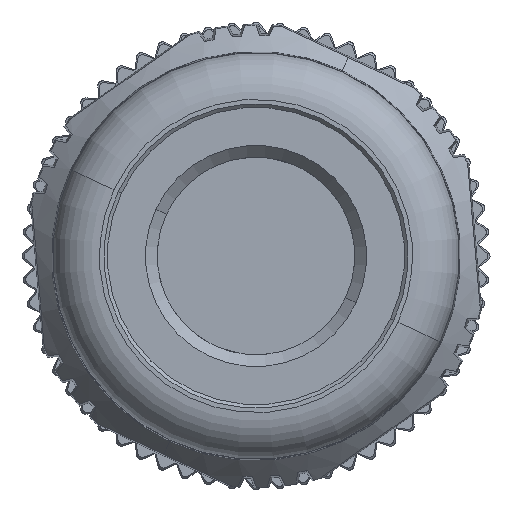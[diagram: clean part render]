
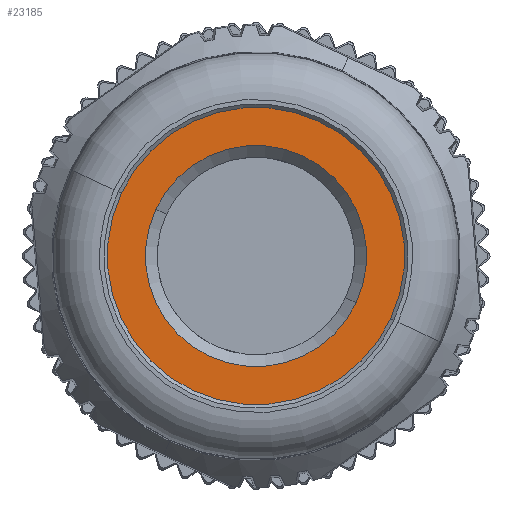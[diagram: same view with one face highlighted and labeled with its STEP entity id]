
A CAD part, front view. The second image highlights one B-rep face of the part: STEP entity #23185.
In plain terms, the highlighted planar face has unit normal (0, -1, 0).
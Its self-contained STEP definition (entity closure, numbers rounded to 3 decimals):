
#266=CARTESIAN_POINT('',(0.,-50.144,
0.));
#267=DIRECTION('',(0.,1.,0.));
#268=DIRECTION('',(0.906,0.,-0.423));
#269=AXIS2_PLACEMENT_3D('',#266,#267,#268);
#271=CARTESIAN_POINT('',(0.,-50.144,
0.));
#272=DIRECTION('',(0.,1.,0.));
#273=DIRECTION('',(-0.906,0.,0.423));
#274=AXIS2_PLACEMENT_3D('',#271,#272,#273);
#276=CARTESIAN_POINT('',(0.,-50.144,0.));
#277=DIRECTION('',(0.,-1.,0.));
#278=DIRECTION('',(-0.906,0.,0.423));
#279=AXIS2_PLACEMENT_3D('',#276,#277,#278);
#281=CARTESIAN_POINT('',(0.,-50.144,0.));
#282=DIRECTION('',(0.,-1.,0.));
#283=DIRECTION('',(0.906,0.,-0.423));
#284=AXIS2_PLACEMENT_3D('',#281,#282,#283);
#19764=CARTESIAN_POINT('',(4.282,-50.144,
-1.997));
#19765=VERTEX_POINT('',#19764);
#19766=CARTESIAN_POINT('',(-4.282,-50.144,
1.997));
#19767=VERTEX_POINT('',#19766);
#19768=CARTESIAN_POINT('',(5.755,-50.144,
-2.684));
#19769=CARTESIAN_POINT('',(-5.755,-50.144,
2.684));
#19770=VERTEX_POINT('',#19768);
#19771=VERTEX_POINT('',#19769);
#23170=CARTESIAN_POINT('',(0.,-50.144,0.));
#23171=DIRECTION('',(0.,-1.,0.));
#23172=DIRECTION('',(0.906,0.,-0.423));
#23173=AXIS2_PLACEMENT_3D('',#23170,#23171,#23172);
#23174=PLANE('',#23173);
#23176=ORIENTED_EDGE('',*,*,#23175,.T.);
#23178=ORIENTED_EDGE('',*,*,#23177,.T.);
#23179=EDGE_LOOP('',(#23176,#23178));
#23180=FACE_OUTER_BOUND('',#23179,.F.);
#23181=ORIENTED_EDGE('',*,*,#23137,.T.);
#23182=ORIENTED_EDGE('',*,*,#23152,.T.);
#23183=EDGE_LOOP('',(#23181,#23182));
#23184=FACE_BOUND('',#23183,.F.);
#23185=ADVANCED_FACE('',(#23180,#23184),#23174,.T.);
#270=CIRCLE('',#269,6.35);
#275=CIRCLE('',#274,6.35);
#280=CIRCLE('',#279,4.725);
#285=CIRCLE('',#284,4.725);
#23137=EDGE_CURVE('',#19767,#19765,#280,.T.);
#23152=EDGE_CURVE('',#19765,#19767,#285,.T.);
#23175=EDGE_CURVE('',#19770,#19771,#270,.T.);
#23177=EDGE_CURVE('',#19771,#19770,#275,.T.);
